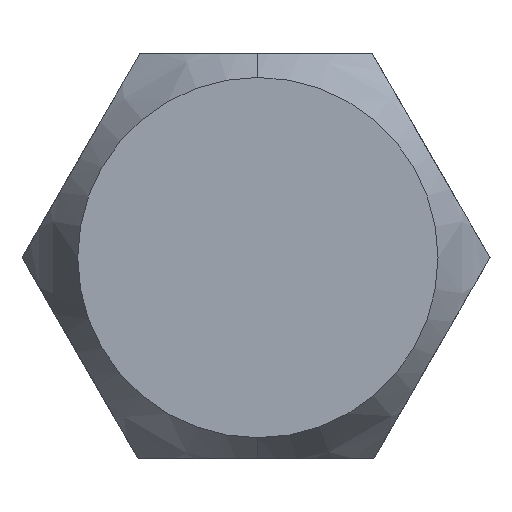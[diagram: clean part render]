
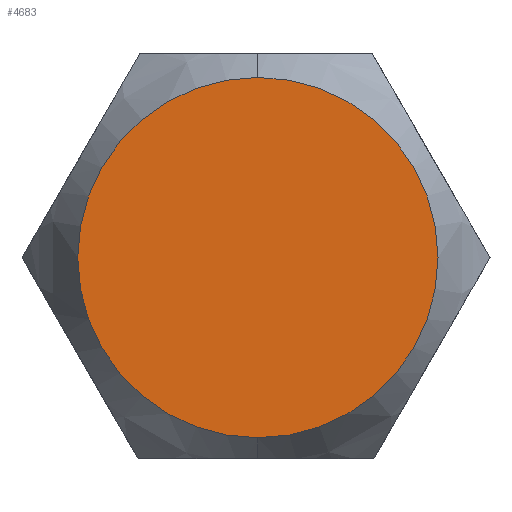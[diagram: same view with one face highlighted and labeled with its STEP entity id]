
A CAD part, front view. The second image highlights one B-rep face of the part: STEP entity #4683.
In plain terms, the highlighted planar face has unit normal (0, -1, 0).
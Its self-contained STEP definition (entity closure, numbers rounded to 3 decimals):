
#104 = PLANE ( 'NONE',  #2310 ) ;
#273 = EDGE_CURVE ( 'NONE', #3654, #2358, #3633, .T. ) ;
#679 = CARTESIAN_POINT ( 'NONE',  ( 0., 0., 0. ) ) ;
#689 = EDGE_LOOP ( 'NONE', ( #4687, #3665 ) ) ;
#723 = CIRCLE ( 'NONE', #1695, 2.8 ) ;
#765 = DIRECTION ( 'NONE',  ( 0., 1., 0. ) ) ;
#1081 = FACE_OUTER_BOUND ( 'NONE', #689, .T. ) ;
#1695 = AXIS2_PLACEMENT_3D ( 'NONE', #679, #2837, #3202 ) ;
#2310 = AXIS2_PLACEMENT_3D ( 'NONE', #2650, #4494, #3753 ) ;
#2358 = VERTEX_POINT ( 'NONE', #2523 ) ;
#2523 = CARTESIAN_POINT ( 'NONE',  ( 0., 0., -2.8 ) ) ;
#2650 = CARTESIAN_POINT ( 'NONE',  ( -0.029, 0., -6.3 ) ) ;
#2837 = DIRECTION ( 'NONE',  ( 0., 1., 0. ) ) ;
#2932 = CARTESIAN_POINT ( 'NONE',  ( 0., 0., 0. ) ) ;
#3202 = DIRECTION ( 'NONE',  ( 0., 0., 1. ) ) ;
#3297 = DIRECTION ( 'NONE',  ( 0., 0., 1. ) ) ;
#3633 = CIRCLE ( 'NONE', #4590, 2.8 ) ;
#3654 = VERTEX_POINT ( 'NONE', #4483 ) ;
#3665 = ORIENTED_EDGE ( 'NONE', *, *, #4038, .F. ) ;
#3753 = DIRECTION ( 'NONE',  ( 0., 0., -1. ) ) ;
#4038 = EDGE_CURVE ( 'NONE', #2358, #3654, #723, .T. ) ;
#4483 = CARTESIAN_POINT ( 'NONE',  ( 0., 0., 2.8 ) ) ;
#4494 = DIRECTION ( 'NONE',  ( 0., -1., 0. ) ) ;
#4590 = AXIS2_PLACEMENT_3D ( 'NONE', #2932, #765, #3297 ) ;
#4683 = ADVANCED_FACE ( 'NONE', ( #1081 ), #104, .T. ) ;
#4687 = ORIENTED_EDGE ( 'NONE', *, *, #273, .F. ) ;
